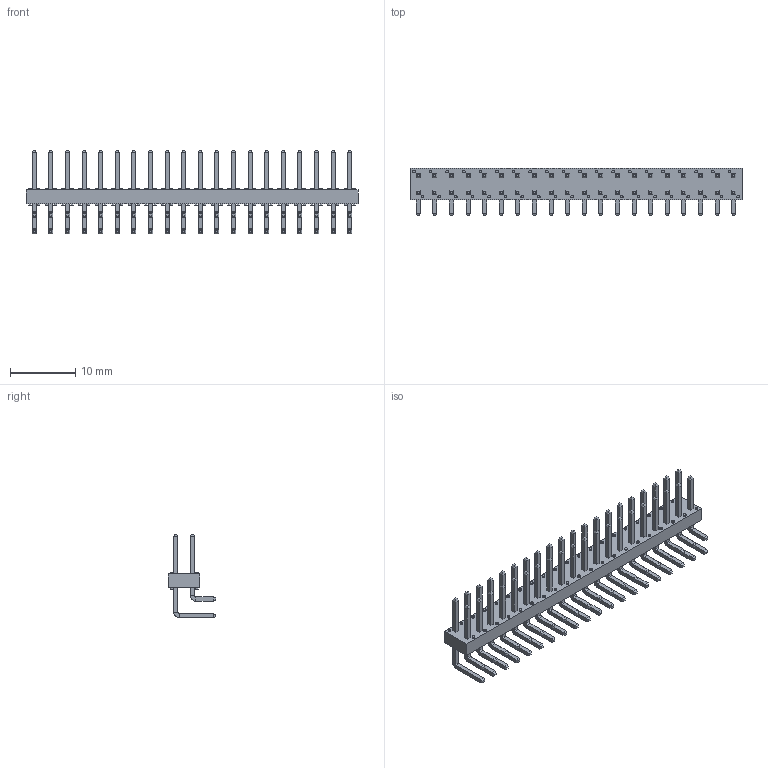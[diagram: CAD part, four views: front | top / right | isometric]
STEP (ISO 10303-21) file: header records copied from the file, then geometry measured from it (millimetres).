
FILE_DESCRIPTION (( 'STEP AP214' ), '1' );
FILE_NAME ('68020140HLF.STEP', '2022-01-31T20:40:18', ( '' ), ( '' ), 'SwSTEP 2.0', 'SolidWorks 2020', '' );
FILE_SCHEMA (( 'AUTOMOTIVE_DESIGN' ));
Length unit declared in the file: millimetre
Products named in the file (1): 68020140HLF
Bounding box: 50.8 x 7.24 x 12.76 mm (x, y, z)
Volume: 746.1 mm3; surface area: 2548.3 mm2
Topology: 41 solids, 41 shells, 1286 faces, 2732 edges, 1608 vertices
Faces by surface type: plane 1046, cylinder 240
Entity records: 43186 total; most frequent: DIRECTION 5786, CARTESIAN_POINT 5627, ORIENTED_EDGE 5464, EDGE_CURVE 2732, VECTOR 2252, LINE 2252, AXIS2_PLACEMENT_3D 1767, VERTEX_POINT 1608
